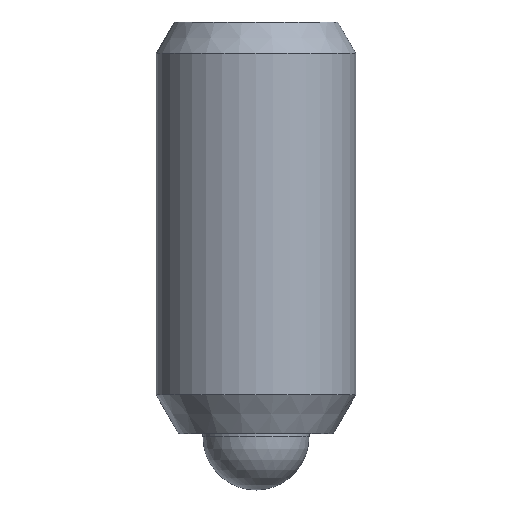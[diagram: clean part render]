
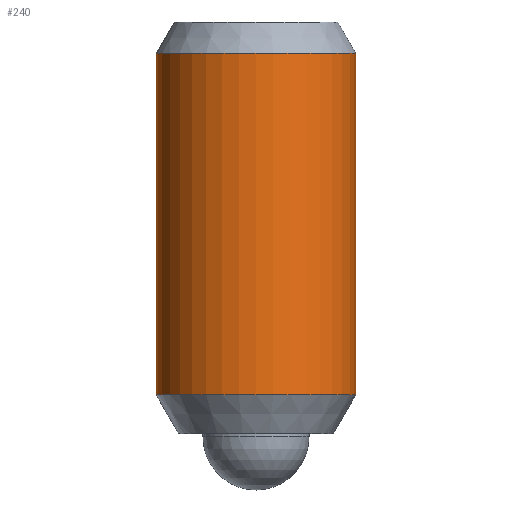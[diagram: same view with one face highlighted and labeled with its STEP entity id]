
A CAD part, front view. The second image highlights one B-rep face of the part: STEP entity #240.
In plain terms, the highlighted cylindrical face has radius 8 mm (diameter 16 mm), a partial arc.
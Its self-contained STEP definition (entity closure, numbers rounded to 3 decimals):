
#166=EDGE_CURVE('',#348,#266,#436,.T.);
#170=EDGE_CURVE('',#298,#220,#440,.T.);
#220=VERTEX_POINT('',#501);
#240=ADVANCED_FACE('',(#522),#523,.T.);
#248=EDGE_CURVE('',#348,#298,#533,.T.);
#264=EDGE_CURVE('',#220,#266,#551,.T.);
#266=VERTEX_POINT('',#553);
#298=VERTEX_POINT('',#586);
#348=VERTEX_POINT('',#641);
#436=CIRCLE('',#731,8.);
#440=CIRCLE('',#737,8.);
#501=CARTESIAN_POINT('',(-8.,0.,35.0));
#522=FACE_OUTER_BOUND('',#849,.T.);
#523=CYLINDRICAL_SURFACE('',#850,8.);
#533=LINE('',#865,#866);
#551=LINE('',#891,#892);
#553=CARTESIAN_POINT('',(-8.,0.,7.625));
#586=CARTESIAN_POINT('',(8.,0.,35.0));
#641=CARTESIAN_POINT('',(8.,0.,7.625));
#731=AXIS2_PLACEMENT_3D('',#1155,#1156,#1157);
#737=AXIS2_PLACEMENT_3D('',#1161,#1162,#1163);
#849=EDGE_LOOP('',(#1286,#1287,#1288,#1289));
#850=AXIS2_PLACEMENT_3D('',#1290,#1291,#1292);
#865=CARTESIAN_POINT('',(8.,0.,21.313));
#866=VECTOR('',#1303,1.0);
#891=CARTESIAN_POINT('',(-8.,0.,21.313));
#892=VECTOR('',#1323,1.0);
#1155=CARTESIAN_POINT('',(0.0,0.,7.625));
#1156=DIRECTION('',(-0.0,0.0,-1.0));
#1157=DIRECTION('',(-1.0,0.,0.0));
#1161=CARTESIAN_POINT('',(0.0,0.,35.0));
#1162=DIRECTION('',(-0.0,0.0,-1.0));
#1163=DIRECTION('',(-1.0,0.,0.0));
#1286=ORIENTED_EDGE('',*,*,#264,.T.);
#1287=ORIENTED_EDGE('',*,*,#166,.F.);
#1288=ORIENTED_EDGE('',*,*,#248,.T.);
#1289=ORIENTED_EDGE('',*,*,#170,.T.);
#1290=CARTESIAN_POINT('',(0.0,0.,21.313));
#1291=DIRECTION('',(0.0,-0.0,1.0));
#1292=DIRECTION('',(-1.0,0.,0.0));
#1303=DIRECTION('',(-0.0,-0.0,1.0));
#1323=DIRECTION('',(0.0,0.0,-1.0));
